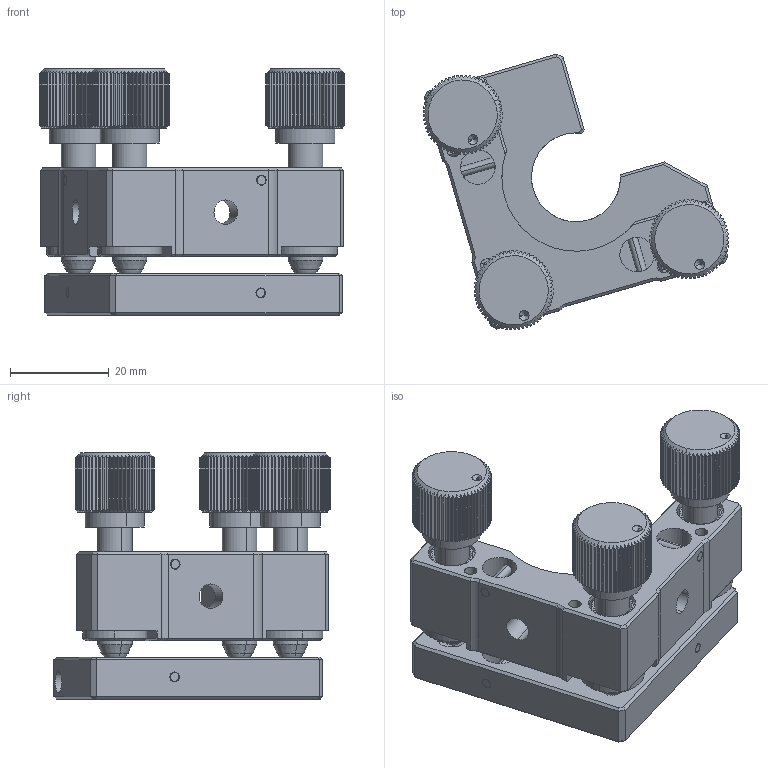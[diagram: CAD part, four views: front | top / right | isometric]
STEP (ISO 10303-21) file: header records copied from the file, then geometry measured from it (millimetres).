
FILE_DESCRIPTION (( 'STEP AP203' ), '1' );
FILE_NAME ('OMHS20-B.STEP', '2018-12-10T02:08:33', ( '' ), ( '' ), 'SwSTEP 2.0', 'SolidWorks 2016', '' );
FILE_SCHEMA (( 'CONFIG_CONTROL_DESIGN' ));
Length unit declared in the file: millimetre
Products named in the file (1): OMHS20-B
Bounding box: 61.85 x 55.84 x 49.8 mm (x, y, z)
Surface area: 20290.8 mm2 (no closed solid volume)
Topology: 0 solids, 29 shells, 1009 faces, 2784 edges, 1791 vertices
Faces by surface type: plane 494, cylinder 274, cone 235, torus 6
Entity records: 32864 total; most frequent: CARTESIAN_POINT 8303, ORIENTED_EDGE 5146, DIRECTION 4837, EDGE_CURVE 2770, AXIS2_PLACEMENT_3D 1825, VERTEX_POINT 1787, LINE 1187, VECTOR 1187
